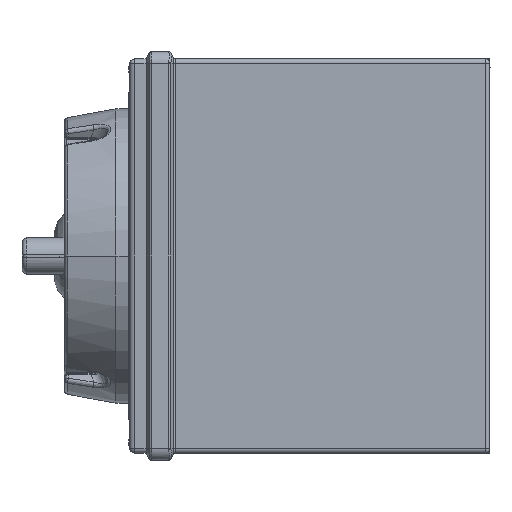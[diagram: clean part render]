
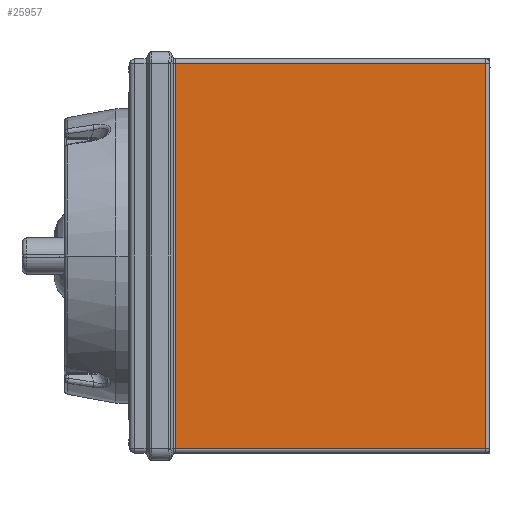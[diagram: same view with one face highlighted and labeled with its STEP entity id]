
A CAD part, left-side view. The second image highlights one B-rep face of the part: STEP entity #25957.
In plain terms, the highlighted planar face has unit normal (-1, 0, 0).
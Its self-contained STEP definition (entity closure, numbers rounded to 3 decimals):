
#1202 = VECTOR ( 'NONE', #64513, 1000. ) ;
#2514 = DIRECTION ( 'NONE',  ( 0., 0., 1. ) ) ;
#4721 = LINE ( 'NONE', #44709, #9695 ) ;
#5019 = CARTESIAN_POINT ( 'NONE',  ( -167.35, -134.8, 80.3 ) ) ;
#6453 = VERTEX_POINT ( 'NONE', #57963 ) ;
#7887 = LINE ( 'NONE', #58072, #1202 ) ;
#9695 = VECTOR ( 'NONE', #12690, 1000. ) ;
#12690 = DIRECTION ( 'NONE',  ( 0., 0., -1. ) ) ;
#13801 = LINE ( 'NONE', #5019, #65091 ) ;
#14142 = ORIENTED_EDGE ( 'NONE', *, *, #20881, .T. ) ;
#15162 = CARTESIAN_POINT ( 'NONE',  ( -167.35, -133.3, -80.3 ) ) ;
#18326 = ORIENTED_EDGE ( 'NONE', *, *, #25833, .T. ) ;
#20150 = VERTEX_POINT ( 'NONE', #49238 ) ;
#20881 = EDGE_CURVE ( 'NONE', #20150, #35103, #13801, .T. ) ;
#22375 = EDGE_CURVE ( 'NONE', #60617, #20150, #7887, .T. ) ;
#25707 = CARTESIAN_POINT ( 'NONE',  ( -167.35, -134.8, -80.3 ) ) ;
#25833 = EDGE_CURVE ( 'NONE', #35103, #6453, #4721, .T. ) ;
#25957 = ADVANCED_FACE ( 'NONE', ( #49451 ), #34296, .T. ) ;
#32694 = ORIENTED_EDGE ( 'NONE', *, *, #22375, .T. ) ;
#34296 = PLANE ( 'NONE',  #68164 ) ;
#35103 = VERTEX_POINT ( 'NONE', #37729 ) ;
#37729 = CARTESIAN_POINT ( 'NONE',  ( -167.35, -4.166, 80.3 ) ) ;
#44706 = EDGE_CURVE ( 'NONE', #6453, #60617, #53878, .T. ) ;
#44709 = CARTESIAN_POINT ( 'NONE',  ( -167.35, -4.166, -82.1 ) ) ;
#45831 = ORIENTED_EDGE ( 'NONE', *, *, #44706, .T. ) ;
#47053 = DIRECTION ( 'NONE',  ( 0., -1., 0. ) ) ;
#47444 = DIRECTION ( 'NONE',  ( 0., 1., 0. ) ) ;
#49238 = CARTESIAN_POINT ( 'NONE',  ( -167.35, -133.3, 80.3 ) ) ;
#49451 = FACE_OUTER_BOUND ( 'NONE', #62974, .T. ) ;
#53878 = LINE ( 'NONE', #25707, #62980 ) ;
#57963 = CARTESIAN_POINT ( 'NONE',  ( -167.35, -4.166, -80.3 ) ) ;
#58072 = CARTESIAN_POINT ( 'NONE',  ( -167.35, -133.3, 80.3 ) ) ;
#60617 = VERTEX_POINT ( 'NONE', #15162 ) ;
#61047 = DIRECTION ( 'NONE',  ( -1., 0., 0. ) ) ;
#62974 = EDGE_LOOP ( 'NONE', ( #45831, #32694, #14142, #18326 ) ) ;
#62980 = VECTOR ( 'NONE', #47053, 1000. ) ;
#64513 = DIRECTION ( 'NONE',  ( 0., 0., 1. ) ) ;
#65091 = VECTOR ( 'NONE', #47444, 1000. ) ;
#65935 = CARTESIAN_POINT ( 'NONE',  ( -167.35, -134.8, -82.1 ) ) ;
#68164 = AXIS2_PLACEMENT_3D ( 'NONE', #65935, #61047, #2514 ) ;
